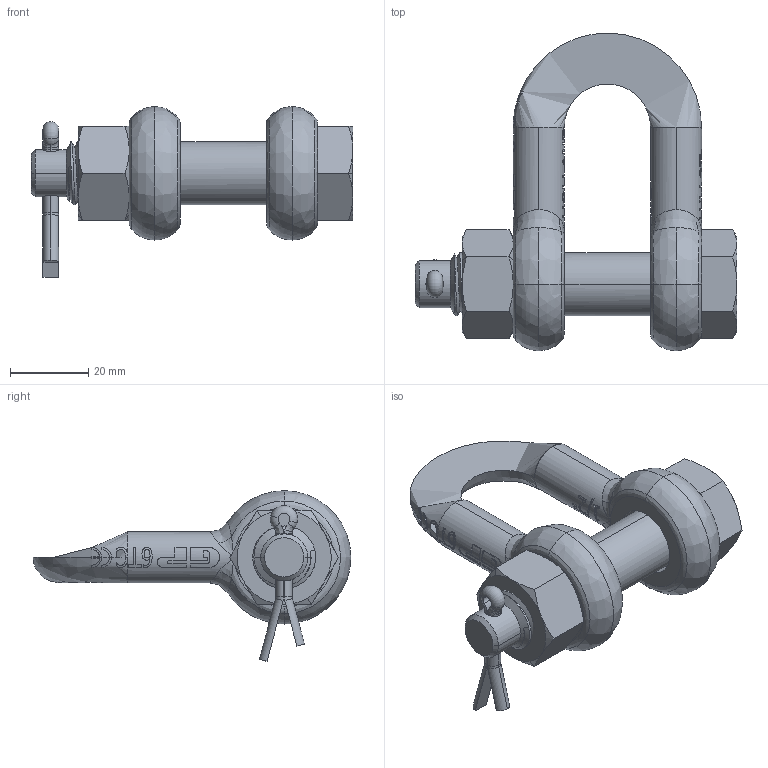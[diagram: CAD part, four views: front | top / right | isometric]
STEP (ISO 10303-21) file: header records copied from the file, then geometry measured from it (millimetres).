
FILE_DESCRIPTION (( 'STEP AP203' ), '1' );
FILE_NAME ('GPGDMB13.step', '2009-08-07T12:16:22', ( '.' ), ( '.' ), 'SwSTEP 2.0', 'SolidWorks 2009', '' );
FILE_SCHEMA (( 'CONFIG_CONTROL_DESIGN' ));
Length unit declared in the file: millimetre
Products named in the file (5): GPGDMB13; 2_1; 2_2; 2_3; 2_4
Assembly tree (4 placements, depth 2):
  GPGDMB13
    2_2
    2_1
    2_4
    2_3
Bounding box: 82 x 81 x 43.49 mm (x, y, z)
Volume: 50943.3 mm3; surface area: 19233.5 mm2
Topology: 4 solids, 4 shells, 587 faces, 1617 edges, 1055 vertices
Faces by surface type: bspline 228, plane 225, cylinder 101, cone 28, torus 5
Entity records: 31320 total; most frequent: CARTESIAN_POINT 17764, ORIENTED_EDGE 3208, DIRECTION 1931, EDGE_CURVE 1604, VERTEX_POINT 1055, LINE 683, VECTOR 683, EDGE_LOOP 625
